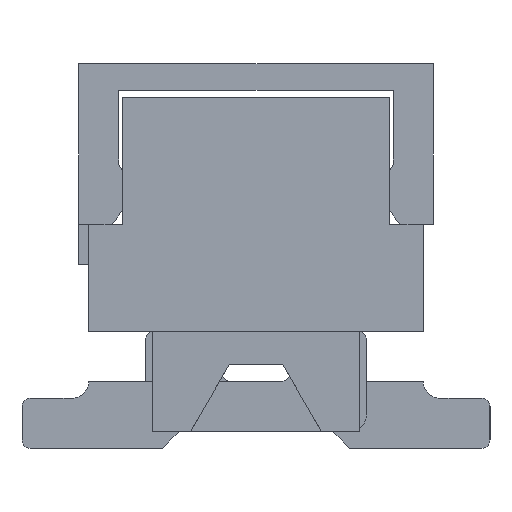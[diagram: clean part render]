
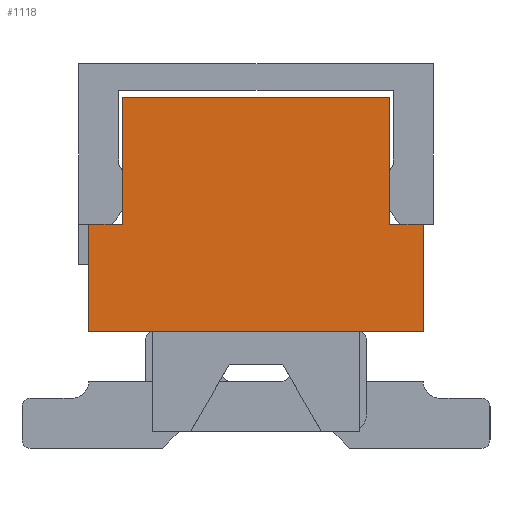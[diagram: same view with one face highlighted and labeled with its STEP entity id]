
A CAD part, left-side view. The second image highlights one B-rep face of the part: STEP entity #1118.
In plain terms, the highlighted planar face has unit normal (-1, 0, 0).
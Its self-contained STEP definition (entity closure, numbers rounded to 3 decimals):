
#1118 = ADVANCED_FACE( '', ( #2928 ), #2929, .F. );
#2928 = FACE_OUTER_BOUND( '', #5542, .T. );
#2929 = PLANE( '', #5543 );
#5542 = EDGE_LOOP( '', ( #8294, #8295, #8296, #8297, #8298, #8299, #8300, #8301 ) );
#5543 = AXIS2_PLACEMENT_3D( '', #8302, #8303, #8304 );
#8294 = ORIENTED_EDGE( '', *, *, #16533, .F. );
#8295 = ORIENTED_EDGE( '', *, *, #16534, .T. );
#8296 = ORIENTED_EDGE( '', *, *, #16535, .T. );
#8297 = ORIENTED_EDGE( '', *, *, #16536, .T. );
#8298 = ORIENTED_EDGE( '', *, *, #16537, .T. );
#8299 = ORIENTED_EDGE( '', *, *, #16538, .T. );
#8300 = ORIENTED_EDGE( '', *, *, #16539, .F. );
#8301 = ORIENTED_EDGE( '', *, *, #16540, .F. );
#8302 = CARTESIAN_POINT( '', ( -12.455, 0., 0. ) );
#8303 = DIRECTION( '', ( 1., 0., 0. ) );
#8304 = DIRECTION( '', ( 0., 0., -1. ) );
#16533 = EDGE_CURVE( '', #19964, #19965, #19966, .T. );
#16534 = EDGE_CURVE( '', #19964, #19967, #19968, .T. );
#16535 = EDGE_CURVE( '', #19967, #19969, #19970, .T. );
#16536 = EDGE_CURVE( '', #19969, #19971, #19972, .T. );
#16537 = EDGE_CURVE( '', #19971, #19973, #19974, .T. );
#16538 = EDGE_CURVE( '', #19973, #19975, #19976, .T. );
#16539 = EDGE_CURVE( '', #19977, #19975, #19978, .T. );
#16540 = EDGE_CURVE( '', #19965, #19977, #19979, .T. );
#19964 = VERTEX_POINT( '', #24984 );
#19965 = VERTEX_POINT( '', #24985 );
#19966 = LINE( '', #24986, #24987 );
#19967 = VERTEX_POINT( '', #24988 );
#19968 = LINE( '', #24989, #24990 );
#19969 = VERTEX_POINT( '', #24991 );
#19970 = LINE( '', #24992, #24993 );
#19971 = VERTEX_POINT( '', #24994 );
#19972 = LINE( '', #24995, #24996 );
#19973 = VERTEX_POINT( '', #24997 );
#19974 = LINE( '', #24998, #24999 );
#19975 = VERTEX_POINT( '', #25000 );
#19976 = LINE( '', #25001, #25002 );
#19977 = VERTEX_POINT( '', #25003 );
#19978 = LINE( '', #25004, #25005 );
#19979 = LINE( '', #25006, #25007 );
#24984 = CARTESIAN_POINT( '', ( -12.455, -2., 0.8 ) );
#24985 = CARTESIAN_POINT( '', ( -12.455, -2.5, 0.8 ) );
#24986 = CARTESIAN_POINT( '', ( -12.455, -2., 0.8 ) );
#24987 = VECTOR( '', #31996, 1000. );
#24988 = CARTESIAN_POINT( '', ( -12.455, -2., 2.7 ) );
#24989 = CARTESIAN_POINT( '', ( -12.455, -2., 0.8 ) );
#24990 = VECTOR( '', #31997, 1000. );
#24991 = CARTESIAN_POINT( '', ( -12.455, 2., 2.7 ) );
#24992 = CARTESIAN_POINT( '', ( -12.455, -2., 2.7 ) );
#24993 = VECTOR( '', #31998, 1000. );
#24994 = CARTESIAN_POINT( '', ( -12.455, 2., 0.8 ) );
#24995 = CARTESIAN_POINT( '', ( -12.455, 2., 2.7 ) );
#24996 = VECTOR( '', #31999, 1000. );
#24997 = CARTESIAN_POINT( '', ( -12.455, 2.5, 0.8 ) );
#24998 = CARTESIAN_POINT( '', ( -12.455, 2., 0.8 ) );
#24999 = VECTOR( '', #32000, 1000. );
#25000 = CARTESIAN_POINT( '', ( -12.455, 2.5, -0.8 ) );
#25001 = CARTESIAN_POINT( '', ( -12.455, 2.5, 0.8 ) );
#25002 = VECTOR( '', #32001, 1000. );
#25003 = CARTESIAN_POINT( '', ( -12.455, -2.5, -0.8 ) );
#25004 = CARTESIAN_POINT( '', ( -12.455, -2.5, -0.8 ) );
#25005 = VECTOR( '', #32002, 1000. );
#25006 = CARTESIAN_POINT( '', ( -12.455, -2.5, 0.8 ) );
#25007 = VECTOR( '', #32003, 1000. );
#31996 = DIRECTION( '', ( 0., -1., 0. ) );
#31997 = DIRECTION( '', ( 0., 0., 1. ) );
#31998 = DIRECTION( '', ( 0., 1., 0. ) );
#31999 = DIRECTION( '', ( 0., 0., -1. ) );
#32000 = DIRECTION( '', ( 0., 1., 0. ) );
#32001 = DIRECTION( '', ( 0., 0., -1. ) );
#32002 = DIRECTION( '', ( 0., 1., 0. ) );
#32003 = DIRECTION( '', ( 0., 0., -1. ) );
